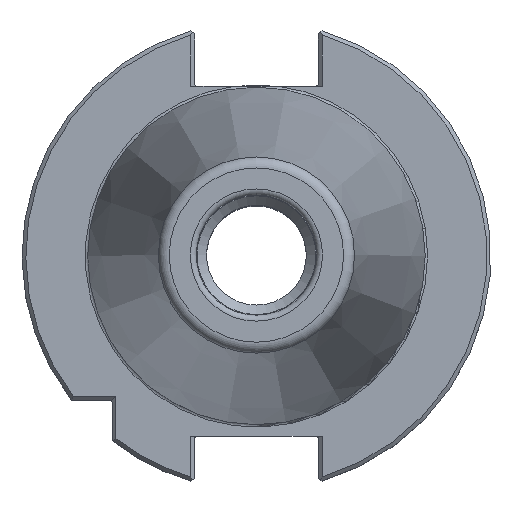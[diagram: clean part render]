
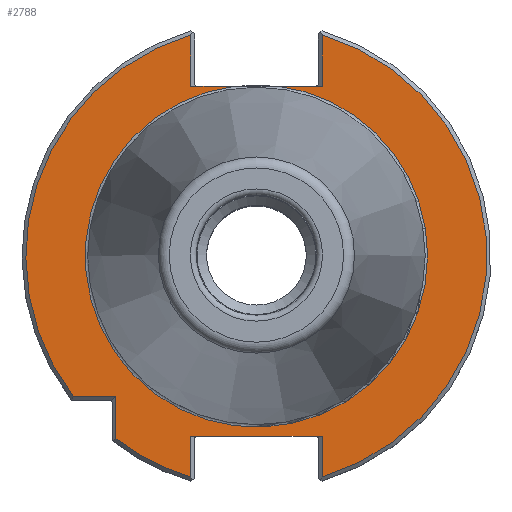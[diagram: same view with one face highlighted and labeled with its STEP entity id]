
A CAD part, top view. The second image highlights one B-rep face of the part: STEP entity #2788.
In plain terms, the highlighted planar face has unit normal (0, 0, 1).
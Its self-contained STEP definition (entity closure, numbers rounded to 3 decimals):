
#54=LINE('',#4045,#149);
#58=LINE('',#4061,#153);
#69=LINE('',#4208,#164);
#74=LINE('',#4222,#169);
#95=LINE('',#4288,#190);
#96=LINE('',#4290,#191);
#97=LINE('',#4292,#192);
#98=LINE('',#4293,#193);
#99=LINE('',#4294,#194);
#149=VECTOR('',#3332,1000.);
#153=VECTOR('',#3342,1000.);
#164=VECTOR('',#3413,1000.);
#169=VECTOR('',#3424,1000.);
#190=VECTOR('',#3483,1000.);
#191=VECTOR('',#3486,1000.);
#192=VECTOR('',#3487,1000.);
#193=VECTOR('',#3488,1000.);
#194=VECTOR('',#3489,1000.);
#373=PLANE('',#3006);
#778=ORIENTED_EDGE('',*,*,#1070,.T.);
#779=ORIENTED_EDGE('',*,*,#1147,.T.);
#780=ORIENTED_EDGE('',*,*,#1148,.F.);
#781=ORIENTED_EDGE('',*,*,#1149,.T.);
#782=ORIENTED_EDGE('',*,*,#1072,.T.);
#783=ORIENTED_EDGE('',*,*,#1117,.T.);
#784=ORIENTED_EDGE('',*,*,#1150,.F.);
#785=ORIENTED_EDGE('',*,*,#1108,.F.);
#786=ORIENTED_EDGE('',*,*,#1151,.F.);
#787=ORIENTED_EDGE('',*,*,#1110,.T.);
#788=ORIENTED_EDGE('',*,*,#1067,.T.);
#789=ORIENTED_EDGE('',*,*,#1066,.T.);
#790=ORIENTED_EDGE('',*,*,#1059,.T.);
#1059=EDGE_CURVE('',#1310,#1309,#54,.T.);
#1066=EDGE_CURVE('',#1313,#1310,#58,.T.);
#1067=EDGE_CURVE('',#1315,#1313,#1461,.T.);
#1070=EDGE_CURVE('',#1309,#1316,#1462,.T.);
#1072=EDGE_CURVE('',#1319,#1318,#1463,.T.);
#1108=EDGE_CURVE('',#1342,#1343,#1474,.T.);
#1110=EDGE_CURVE('',#1344,#1315,#69,.T.);
#1117=EDGE_CURVE('',#1318,#1349,#74,.T.);
#1147=EDGE_CURVE('',#1316,#1367,#95,.T.);
#1148=EDGE_CURVE('',#1368,#1367,#96,.T.);
#1149=EDGE_CURVE('',#1368,#1319,#97,.T.);
#1150=EDGE_CURVE('',#1343,#1349,#98,.T.);
#1151=EDGE_CURVE('',#1344,#1342,#99,.T.);
#1309=VERTEX_POINT('',#4044);
#1310=VERTEX_POINT('',#4046);
#1313=VERTEX_POINT('',#4057);
#1315=VERTEX_POINT('',#4064);
#1316=VERTEX_POINT('',#4074);
#1318=VERTEX_POINT('',#4082);
#1319=VERTEX_POINT('',#4084);
#1342=VERTEX_POINT('',#4200);
#1343=VERTEX_POINT('',#4201);
#1344=VERTEX_POINT('',#4209);
#1349=VERTEX_POINT('',#4221);
#1367=VERTEX_POINT('',#4287);
#1368=VERTEX_POINT('',#4291);
#1461=CIRCLE('',#2955,47.95);
#1462=CIRCLE('',#2957,47.95);
#1463=CIRCLE('',#2959,47.95);
#1474=CIRCLE('',#2982,35.591);
#1620=EDGE_LOOP('',(#778,#779,#780,#781,#782,#783,#784,#785,#786,#787,#788,
#789,#790));
#1789=FACE_BOUND('',#1620,.T.);
#2788=ADVANCED_FACE('',(#1789),#373,.T.);
#2955=AXIS2_PLACEMENT_3D('',#4063,#3345,#3346);
#2957=AXIS2_PLACEMENT_3D('',#4075,#3349,#3350);
#2959=AXIS2_PLACEMENT_3D('',#4083,#3353,#3354);
#2982=AXIS2_PLACEMENT_3D('',#4199,#3409,#3410);
#3006=AXIS2_PLACEMENT_3D('',#4289,#3484,#3485);
#3332=DIRECTION('',(0.,-1.,0.));
#3342=DIRECTION('',(1.,0.,0.));
#3345=DIRECTION('',(0.,0.,1.));
#3346=DIRECTION('',(1.,0.,0.));
#3349=DIRECTION('',(0.,0.,1.));
#3350=DIRECTION('',(1.,0.,0.));
#3353=DIRECTION('',(0.,0.,1.));
#3354=DIRECTION('',(1.,0.,0.));
#3409=DIRECTION('',(0.,0.,1.));
#3410=DIRECTION('',(1.,0.,0.));
#3413=DIRECTION('',(0.,1.,0.));
#3424=DIRECTION('',(0.,-1.,0.));
#3483=DIRECTION('',(0.,1.,0.));
#3484=DIRECTION('',(0.,0.,1.));
#3485=DIRECTION('',(1.,0.,0.));
#3486=DIRECTION('',(-1.,0.,0.));
#3487=DIRECTION('',(0.,-1.,0.));
#3488=DIRECTION('',(1.,0.,0.));
#3489=DIRECTION('',(1.,0.,0.));
#4044=CARTESIAN_POINT('',(-29.2,-38.034,-3.2));
#4045=CARTESIAN_POINT('',(-29.2,-38.616,-3.2));
#4046=CARTESIAN_POINT('',(-29.2,-29.2,-3.2));
#4057=CARTESIAN_POINT('',(-38.034,-29.2,-3.2));
#4061=CARTESIAN_POINT('',(-30.,-29.2,-3.2));
#4063=CARTESIAN_POINT('',(0.,0.,-3.2));
#4064=CARTESIAN_POINT('',(-13.65,45.966,-3.2));
#4074=CARTESIAN_POINT('',(-13.65,-45.966,-3.2));
#4075=CARTESIAN_POINT('',(0.,0.,-3.2));
#4082=CARTESIAN_POINT('',(13.65,45.966,-3.2));
#4083=CARTESIAN_POINT('',(0.,0.,-3.2));
#4084=CARTESIAN_POINT('',(13.65,-45.966,-3.2));
#4199=CARTESIAN_POINT('',(0.,0.,-3.2));
#4200=CARTESIAN_POINT('',(-4.543,35.3,-3.2));
#4201=CARTESIAN_POINT('',(4.543,35.3,-3.2));
#4208=CARTESIAN_POINT('',(-13.65,47.181,-3.2));
#4209=CARTESIAN_POINT('',(-13.65,35.3,-3.2));
#4221=CARTESIAN_POINT('',(13.65,35.3,-3.2));
#4222=CARTESIAN_POINT('',(13.65,35.3,-3.2));
#4287=CARTESIAN_POINT('',(-13.65,-37.5,-3.2));
#4288=CARTESIAN_POINT('',(-13.65,-37.5,-3.2));
#4289=CARTESIAN_POINT('',(35.591,0.,-3.2));
#4290=CARTESIAN_POINT('',(12.85,-37.5,-3.2));
#4291=CARTESIAN_POINT('',(13.65,-37.5,-3.2));
#4292=CARTESIAN_POINT('',(13.65,-47.181,-3.2));
#4293=CARTESIAN_POINT('',(-12.85,35.3,-3.2));
#4294=CARTESIAN_POINT('',(-12.85,35.3,-3.2));
